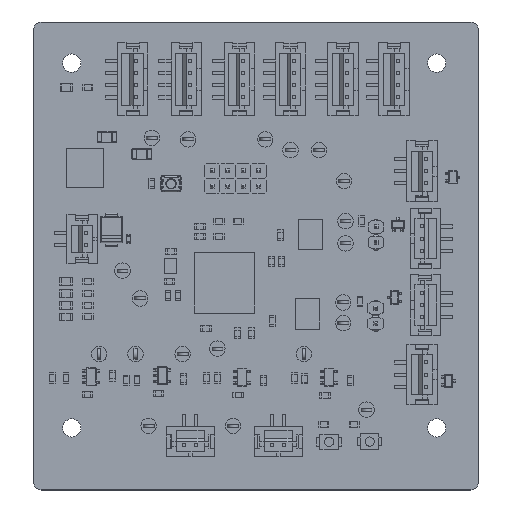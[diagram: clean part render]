
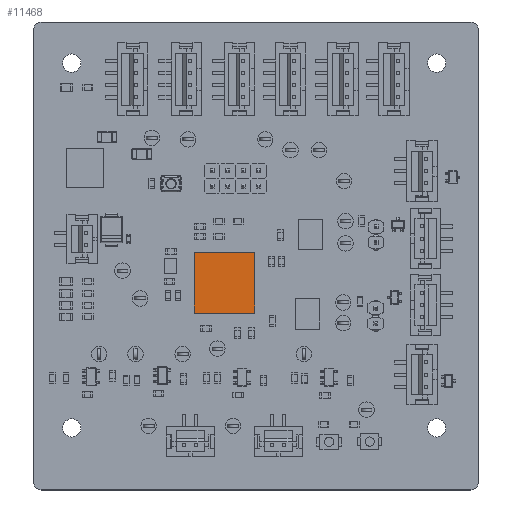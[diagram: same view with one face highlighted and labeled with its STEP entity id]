
A CAD part, top view. The second image highlights one B-rep face of the part: STEP entity #11468.
In plain terms, the highlighted planar face has unit normal (0, 0, 1).
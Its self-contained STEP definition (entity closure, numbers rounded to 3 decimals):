
#11339 = VERTEX_POINT('',#11340);
#11340 = CARTESIAN_POINT('',(-5.,-5.,1.55));
#11346 = EDGE_CURVE('',#11339,#11347,#11349,.T.);
#11347 = VERTEX_POINT('',#11348);
#11348 = CARTESIAN_POINT('',(-5.,5.,1.55));
#11349 = LINE('',#11350,#11351);
#11350 = CARTESIAN_POINT('',(-5.,-5.,1.55));
#11351 = VECTOR('',#11352,1.);
#11352 = DIRECTION('',(0.,1.,0.));
#11377 = EDGE_CURVE('',#11347,#11378,#11380,.T.);
#11378 = VERTEX_POINT('',#11379);
#11379 = CARTESIAN_POINT('',(5.,5.,1.55));
#11380 = LINE('',#11381,#11382);
#11381 = CARTESIAN_POINT('',(-5.,5.,1.55));
#11382 = VECTOR('',#11383,1.);
#11383 = DIRECTION('',(1.,0.,0.));
#11408 = EDGE_CURVE('',#11378,#11409,#11411,.T.);
#11409 = VERTEX_POINT('',#11410);
#11410 = CARTESIAN_POINT('',(5.,-5.,1.55));
#11411 = LINE('',#11412,#11413);
#11412 = CARTESIAN_POINT('',(5.,5.,1.55));
#11413 = VECTOR('',#11414,1.);
#11414 = DIRECTION('',(0.,-1.,0.));
#11439 = EDGE_CURVE('',#11409,#11339,#11440,.T.);
#11440 = LINE('',#11441,#11442);
#11441 = CARTESIAN_POINT('',(5.,-5.,1.55));
#11442 = VECTOR('',#11443,1.);
#11443 = DIRECTION('',(-1.,0.,0.));
#11468 = ADVANCED_FACE('',(#11469),#11475,.T.);
#11469 = FACE_BOUND('',#11470,.F.);
#11470 = EDGE_LOOP('',(#11471,#11472,#11473,#11474));
#11471 = ORIENTED_EDGE('',*,*,#11346,.T.);
#11472 = ORIENTED_EDGE('',*,*,#11377,.T.);
#11473 = ORIENTED_EDGE('',*,*,#11408,.T.);
#11474 = ORIENTED_EDGE('',*,*,#11439,.T.);
#11475 = PLANE('',#11476);
#11476 = AXIS2_PLACEMENT_3D('',#11477,#11478,#11479);
#11477 = CARTESIAN_POINT('',(-5.,-5.,1.55));
#11478 = DIRECTION('',(0.,0.,1.));
#11479 = DIRECTION('',(1.,0.,0.));
